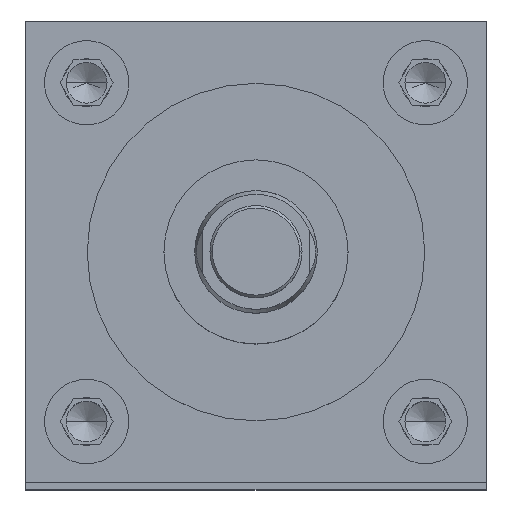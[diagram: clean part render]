
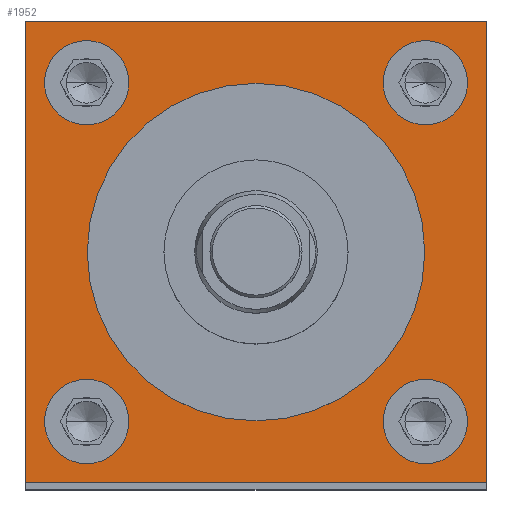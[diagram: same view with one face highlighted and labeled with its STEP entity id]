
A CAD part, top view. The second image highlights one B-rep face of the part: STEP entity #1952.
In plain terms, the highlighted planar face has unit normal (0, 0, 1).
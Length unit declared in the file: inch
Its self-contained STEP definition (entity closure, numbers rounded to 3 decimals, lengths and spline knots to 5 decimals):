
#34 = FACE_OUTER_BOUND ( 'NONE', #3387, .T. ) ;
#94 = FACE_BOUND ( 'NONE', #1079, .T. ) ;
#154 = ORIENTED_EDGE ( 'NONE', *, *, #5475, .T. ) ;
#158 = DIRECTION ( 'NONE',  ( 0., 0., 1. ) ) ;
#186 = EDGE_CURVE ( 'NONE', #2585, #2057, #3022, .T. ) ;
#189 = ORIENTED_EDGE ( 'NONE', *, *, #1480, .T. ) ;
#190 = LINE ( 'NONE', #4574, #5060 ) ;
#273 = ORIENTED_EDGE ( 'NONE', *, *, #1968, .F. ) ;
#334 = EDGE_LOOP ( 'NONE', ( #2429, #4885 ) ) ;
#361 = DIRECTION ( 'NONE',  ( 0., 0., 1. ) ) ;
#421 = AXIS2_PLACEMENT_3D ( 'NONE', #2869, #4318, #4354 ) ;
#500 = PLANE ( 'NONE',  #421 ) ;
#501 = VECTOR ( 'NONE', #3748, 39.37008 ) ;
#514 = CARTESIAN_POINT ( 'NONE',  ( -1.7235, 1.38, 36.25 ) ) ;
#540 = VERTEX_POINT ( 'NONE', #514 ) ;
#595 = CIRCLE ( 'NONE', #1009, 0.3435 ) ;
#849 = CARTESIAN_POINT ( 'NONE',  ( 1.38, -1.38, 36.25 ) ) ;
#926 = EDGE_CURVE ( 'NONE', #540, #2948, #2930, .T. ) ;
#950 = ORIENTED_EDGE ( 'NONE', *, *, #2053, .T. ) ;
#979 = ORIENTED_EDGE ( 'NONE', *, *, #926, .F. ) ;
#993 = EDGE_LOOP ( 'NONE', ( #1636, #2109 ) ) ;
#999 = EDGE_CURVE ( 'NONE', #1484, #6184, #3727, .T. ) ;
#1009 = AXIS2_PLACEMENT_3D ( 'NONE', #4236, #361, #4174 ) ;
#1035 = AXIS2_PLACEMENT_3D ( 'NONE', #3411, #3881, #3044 ) ;
#1079 = EDGE_LOOP ( 'NONE', ( #1739, #979 ) ) ;
#1086 = LINE ( 'NONE', #4883, #2436 ) ;
#1113 = CIRCLE ( 'NONE', #3007, 0.3435 ) ;
#1151 = CARTESIAN_POINT ( 'NONE',  ( -1.38, -1.38, 36.25 ) ) ;
#1155 = EDGE_LOOP ( 'NONE', ( #273, #4149 ) ) ;
#1241 = EDGE_CURVE ( 'NONE', #3144, #2015, #1330, .T. ) ;
#1243 = CARTESIAN_POINT ( 'NONE',  ( 1.875, -1.875, 36.25 ) ) ;
#1330 = CIRCLE ( 'NONE', #1035, 0.3435 ) ;
#1480 = EDGE_CURVE ( 'NONE', #2583, #3721, #4681, .T. ) ;
#1484 = VERTEX_POINT ( 'NONE', #2874 ) ;
#1488 = CARTESIAN_POINT ( 'NONE',  ( 1.875, -1.875, 36.25 ) ) ;
#1489 = FACE_BOUND ( 'NONE', #334, .T. ) ;
#1636 = ORIENTED_EDGE ( 'NONE', *, *, #186, .F. ) ;
#1652 = DIRECTION ( 'NONE',  ( 1., 0., 0. ) ) ;
#1705 = CARTESIAN_POINT ( 'NONE',  ( -1.38, 1.38, 36.25 ) ) ;
#1739 = ORIENTED_EDGE ( 'NONE', *, *, #6042, .F. ) ;
#1788 = AXIS2_PLACEMENT_3D ( 'NONE', #1911, #4726, #6206 ) ;
#1801 = ORIENTED_EDGE ( 'NONE', *, *, #5351, .T. ) ;
#1855 = VERTEX_POINT ( 'NONE', #4190 ) ;
#1886 = CARTESIAN_POINT ( 'NONE',  ( 1.38, -1.38, 36.25 ) ) ;
#1911 = CARTESIAN_POINT ( 'NONE',  ( 0., 0., 36.25 ) ) ;
#1950 = CARTESIAN_POINT ( 'NONE',  ( 1.38, 1.38, 36.25 ) ) ;
#1952 = ADVANCED_FACE ( 'NONE', ( #2899, #4379, #4854, #94, #1489, #34 ), #500, .F. ) ;
#1968 = EDGE_CURVE ( 'NONE', #2015, #3144, #6163, .T. ) ;
#2015 = VERTEX_POINT ( 'NONE', #5826 ) ;
#2053 = EDGE_CURVE ( 'NONE', #4281, #5174, #1086, .T. ) ;
#2057 = VERTEX_POINT ( 'NONE', #3337 ) ;
#2071 = EDGE_CURVE ( 'NONE', #6184, #1484, #5363, .T. ) ;
#2109 = ORIENTED_EDGE ( 'NONE', *, *, #5995, .F. ) ;
#2125 = CARTESIAN_POINT ( 'NONE',  ( -1.875, -1.875, 36.25 ) ) ;
#2149 = DIRECTION ( 'NONE',  ( 0., 0., 1. ) ) ;
#2203 = DIRECTION ( 'NONE',  ( 1., 0., 0. ) ) ;
#2232 = DIRECTION ( 'NONE',  ( 0., 0., 1. ) ) ;
#2429 = ORIENTED_EDGE ( 'NONE', *, *, #3298, .F. ) ;
#2436 = VECTOR ( 'NONE', #3930, 39.37008 ) ;
#2459 = DIRECTION ( 'NONE',  ( 1., 0., 0. ) ) ;
#2583 = VERTEX_POINT ( 'NONE', #5717 ) ;
#2585 = VERTEX_POINT ( 'NONE', #6125 ) ;
#2649 = AXIS2_PLACEMENT_3D ( 'NONE', #1151, #158, #4031 ) ;
#2653 = CARTESIAN_POINT ( 'NONE',  ( -1.375, 0., 36.25 ) ) ;
#2674 = CARTESIAN_POINT ( 'NONE',  ( 0., 0., 36.25 ) ) ;
#2804 = DIRECTION ( 'NONE',  ( 1., 0., 0. ) ) ;
#2869 = CARTESIAN_POINT ( 'NONE',  ( -1.875, 1.875, 36.25 ) ) ;
#2874 = CARTESIAN_POINT ( 'NONE',  ( -1.7235, -1.38, 36.25 ) ) ;
#2883 = CARTESIAN_POINT ( 'NONE',  ( -1.0365, 1.38, 36.25 ) ) ;
#2899 = FACE_BOUND ( 'NONE', #993, .T. ) ;
#2930 = CIRCLE ( 'NONE', #3543, 0.3435 ) ;
#2948 = VERTEX_POINT ( 'NONE', #2883 ) ;
#2960 = DIRECTION ( 'NONE',  ( 0., 1., 0. ) ) ;
#3007 = AXIS2_PLACEMENT_3D ( 'NONE', #849, #4720, #4658 ) ;
#3022 = CIRCLE ( 'NONE', #3422, 0.3435 ) ;
#3043 = EDGE_CURVE ( 'NONE', #4824, #1855, #3192, .T. ) ;
#3044 = DIRECTION ( 'NONE',  ( 1., 0., 0. ) ) ;
#3107 = CARTESIAN_POINT ( 'NONE',  ( -1.875, 1.875, 36.25 ) ) ;
#3144 = VERTEX_POINT ( 'NONE', #4664 ) ;
#3192 = CIRCLE ( 'NONE', #1788, 1.375 ) ;
#3298 = EDGE_CURVE ( 'NONE', #1855, #4824, #4287, .T. ) ;
#3301 = DIRECTION ( 'NONE',  ( 0., 0., 1. ) ) ;
#3337 = CARTESIAN_POINT ( 'NONE',  ( 1.0365, -1.38, 36.25 ) ) ;
#3387 = EDGE_LOOP ( 'NONE', ( #154, #950, #1801, #189 ) ) ;
#3411 = CARTESIAN_POINT ( 'NONE',  ( 1.38, 1.38, 36.25 ) ) ;
#3422 = AXIS2_PLACEMENT_3D ( 'NONE', #1886, #3301, #2804 ) ;
#3543 = AXIS2_PLACEMENT_3D ( 'NONE', #1705, #2149, #2203 ) ;
#3557 = DIRECTION ( 'NONE',  ( 0., 0., 1. ) ) ;
#3604 = ORIENTED_EDGE ( 'NONE', *, *, #2071, .F. ) ;
#3721 = VERTEX_POINT ( 'NONE', #3107 ) ;
#3727 = CIRCLE ( 'NONE', #5960, 0.3435 ) ;
#3748 = DIRECTION ( 'NONE',  ( -1., 0., 0. ) ) ;
#3881 = DIRECTION ( 'NONE',  ( 0., 0., 1. ) ) ;
#3898 = LINE ( 'NONE', #1488, #5968 ) ;
#3930 = DIRECTION ( 'NONE',  ( 1., 0., 0. ) ) ;
#4031 = DIRECTION ( 'NONE',  ( 1., 0., 0. ) ) ;
#4059 = DIRECTION ( 'NONE',  ( 1., 0., 0. ) ) ;
#4149 = ORIENTED_EDGE ( 'NONE', *, *, #1241, .F. ) ;
#4174 = DIRECTION ( 'NONE',  ( 1., 0., 0. ) ) ;
#4190 = CARTESIAN_POINT ( 'NONE',  ( 1.375, 0., 36.25 ) ) ;
#4236 = CARTESIAN_POINT ( 'NONE',  ( -1.38, 1.38, 36.25 ) ) ;
#4281 = VERTEX_POINT ( 'NONE', #2125 ) ;
#4287 = CIRCLE ( 'NONE', #4384, 1.375 ) ;
#4318 = DIRECTION ( 'NONE',  ( 0., 0., -1. ) ) ;
#4354 = DIRECTION ( 'NONE',  ( -1., 0., 0. ) ) ;
#4379 = FACE_BOUND ( 'NONE', #1155, .T. ) ;
#4384 = AXIS2_PLACEMENT_3D ( 'NONE', #2674, #3557, #4059 ) ;
#4514 = CARTESIAN_POINT ( 'NONE',  ( -1.38, -1.38, 36.25 ) ) ;
#4574 = CARTESIAN_POINT ( 'NONE',  ( -1.875, -1.875, 36.25 ) ) ;
#4658 = DIRECTION ( 'NONE',  ( 1., 0., 0. ) ) ;
#4664 = CARTESIAN_POINT ( 'NONE',  ( 1.0365, 1.38, 36.25 ) ) ;
#4681 = LINE ( 'NONE', #5217, #501 ) ;
#4720 = DIRECTION ( 'NONE',  ( 0., 0., 1. ) ) ;
#4726 = DIRECTION ( 'NONE',  ( 0., 0., 1. ) ) ;
#4824 = VERTEX_POINT ( 'NONE', #2653 ) ;
#4853 = AXIS2_PLACEMENT_3D ( 'NONE', #1950, #5303, #2459 ) ;
#4854 = FACE_BOUND ( 'NONE', #5264, .T. ) ;
#4883 = CARTESIAN_POINT ( 'NONE',  ( -1.875, -1.875, 36.25 ) ) ;
#4885 = ORIENTED_EDGE ( 'NONE', *, *, #3043, .F. ) ;
#5060 = VECTOR ( 'NONE', #6020, 39.37008 ) ;
#5174 = VERTEX_POINT ( 'NONE', #1243 ) ;
#5217 = CARTESIAN_POINT ( 'NONE',  ( -1.875, 1.875, 36.25 ) ) ;
#5256 = CARTESIAN_POINT ( 'NONE',  ( -1.0365, -1.38, 36.25 ) ) ;
#5264 = EDGE_LOOP ( 'NONE', ( #3604, #6032 ) ) ;
#5303 = DIRECTION ( 'NONE',  ( 0., 0., 1. ) ) ;
#5351 = EDGE_CURVE ( 'NONE', #5174, #2583, #3898, .T. ) ;
#5363 = CIRCLE ( 'NONE', #2649, 0.3435 ) ;
#5475 = EDGE_CURVE ( 'NONE', #3721, #4281, #190, .T. ) ;
#5717 = CARTESIAN_POINT ( 'NONE',  ( 1.875, 1.875, 36.25 ) ) ;
#5826 = CARTESIAN_POINT ( 'NONE',  ( 1.7235, 1.38, 36.25 ) ) ;
#5960 = AXIS2_PLACEMENT_3D ( 'NONE', #4514, #2232, #1652 ) ;
#5968 = VECTOR ( 'NONE', #2960, 39.37008 ) ;
#5995 = EDGE_CURVE ( 'NONE', #2057, #2585, #1113, .T. ) ;
#6020 = DIRECTION ( 'NONE',  ( 0., -1., 0. ) ) ;
#6032 = ORIENTED_EDGE ( 'NONE', *, *, #999, .F. ) ;
#6042 = EDGE_CURVE ( 'NONE', #2948, #540, #595, .T. ) ;
#6125 = CARTESIAN_POINT ( 'NONE',  ( 1.7235, -1.38, 36.25 ) ) ;
#6163 = CIRCLE ( 'NONE', #4853, 0.3435 ) ;
#6184 = VERTEX_POINT ( 'NONE', #5256 ) ;
#6206 = DIRECTION ( 'NONE',  ( 1., 0., 0. ) ) ;
